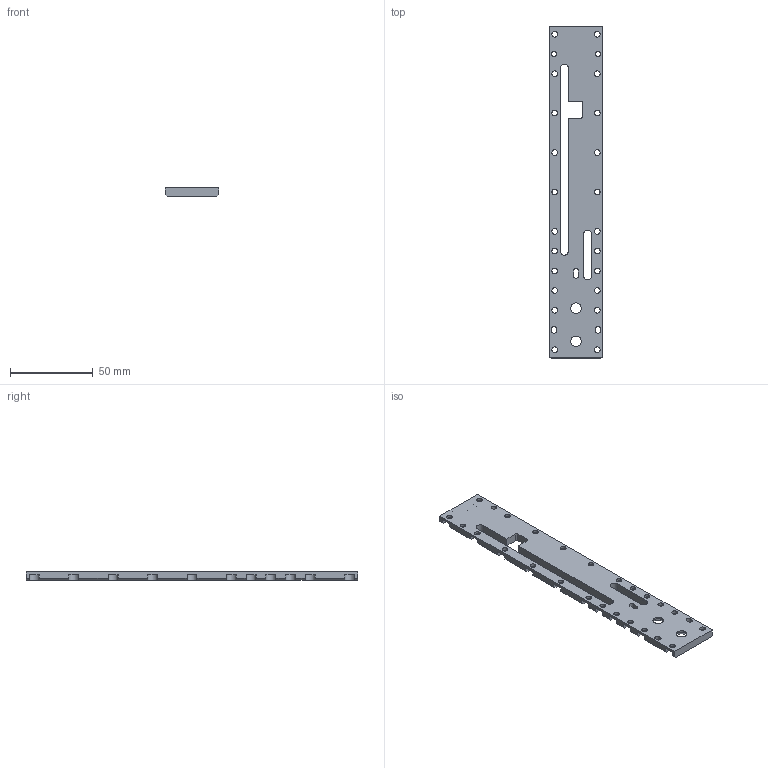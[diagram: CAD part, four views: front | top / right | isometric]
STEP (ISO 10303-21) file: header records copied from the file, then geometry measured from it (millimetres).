
FILE_DESCRIPTION (( 'STEP AP203' ), '1' );
FILE_NAME ('GUS-P1310_PLAQUE TUBE INTERIEUR_07012022.STEP', '2022-01-07T08:04:26', ( '' ), ( '' ), 'SwSTEP 2.0', 'SolidWorks 2020', '' );
FILE_SCHEMA (( 'CONFIG_CONTROL_DESIGN' ));
Length unit declared in the file: millimetre
Products named in the file (1): GUS-P1310_PLAQUE TUBE INTERIEUR_07012022
Bounding box: 32 x 200 x 5 mm (x, y, z)
Volume: 23961.2 mm3; surface area: 16041 mm2
Topology: 1 solids, 1 shells, 223 faces, 653 edges, 429 vertices
Faces by surface type: plane 110, cylinder 103, cone 10
Entity records: 7596 total; most frequent: DIRECTION 1305, CARTESIAN_POINT 1300, ORIENTED_EDGE 1294, EDGE_CURVE 647, LINE 437, VECTOR 437, AXIS2_PLACEMENT_3D 434, VERTEX_POINT 429
